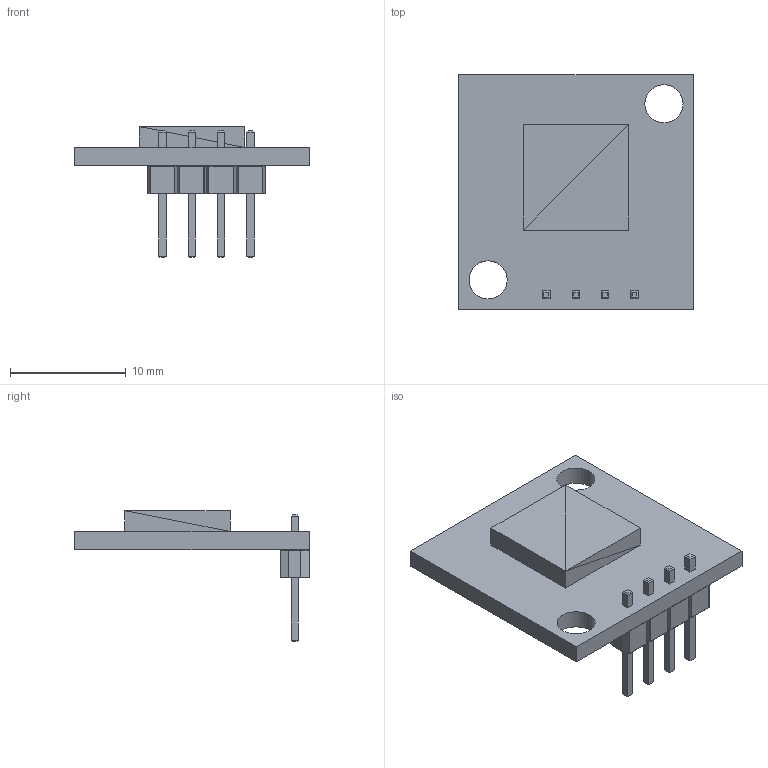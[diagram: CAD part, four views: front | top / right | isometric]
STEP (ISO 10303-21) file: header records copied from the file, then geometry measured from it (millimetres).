
FILE_DESCRIPTION(/* description */ ('Faceted solid'),/* implementation_level */ '2;1');
FILE_NAME(/* name */ 'HMC6343_Breakout.step',/* time_stamp */ '2025-12-17T22:45:05+01:00',/* author */ (''),/* organization */ (''),/* preprocessor_version */ 'ST-DEVELOPER v20.1',/* originating_system */ 'Autodesk Translation Framework v14.21.0.0',/* authorisation */ '');
FILE_SCHEMA (('AUTOMOTIVE_DESIGN { 1 0 10303 214 3 1 1 }'));
Length unit declared in the file: millimetre
Products named in the file (1): HMC6343_Breakout_simplified
Bounding box: 20.32 x 20.32 x 11.32 mm (x, y, z)
Volume: 853.8 mm3; surface area: 1167.2 mm2
Topology: 1 solids, 5 shells, 284 faces, 619 edges, 328 vertices
Faces by surface type: plane 138, cylinder 114, sphere 32
Full cylindrical faces by diameter (mm): 3.3 x1, 3.302 x1
Entity records: 7376 total; most frequent: DIRECTION 1333, CARTESIAN_POINT 1212, ORIENTED_EDGE 1198, EDGE_CURVE 599, AXIS2_PLACEMENT_3D 449, LINE 435, VECTOR 435, VERTEX_POINT 328
